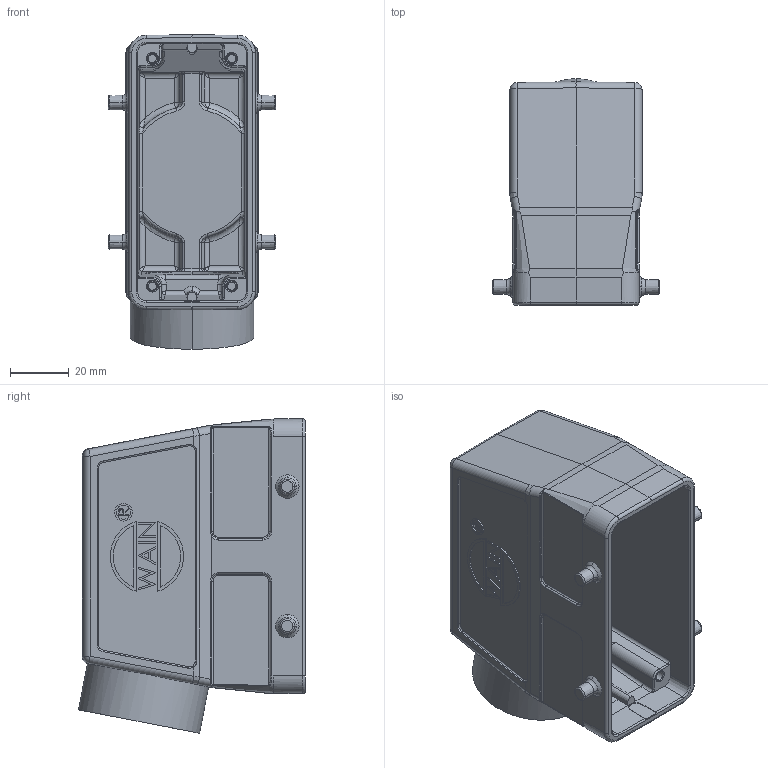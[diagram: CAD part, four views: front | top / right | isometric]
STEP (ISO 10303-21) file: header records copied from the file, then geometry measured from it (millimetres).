
FILE_DESCRIPTION((''),'2;1');
FILE_NAME('____16','2019-06-19T',('sh.ye'),(''),'PRO/ENGINEER BY PARAMETRIC TECHNOLOGY CORPORATION, 2015240','PRO/ENGINEER BY PARAMETRIC TECHNOLOGY CORPORATION, 2015240','');
FILE_SCHEMA(('AUTOMOTIVE_DESIGN { 1 0 10303 214 1 1 1 1 }'));
Length unit declared in the file: millimetre
Products named in the file (1): ____16
Bounding box: 57 x 77.31 x 107.11 mm (x, y, z)
Volume: 81995.5 mm3; surface area: 46581.7 mm2
Topology: 1 solids, 1 shells, 666 faces, 1632 edges, 982 vertices
Faces by surface type: plane 239, cylinder 180, bspline 113, torus 68, cone 48, extrusion 10, sphere 8
Entity records: 26599 total; most frequent: CARTESIAN_POINT 11848, ORIENTED_EDGE 3212, DIRECTION 2799, EDGE_CURVE 1606, AXIS2_PLACEMENT_3D 1009, VERTEX_POINT 982, VECTOR 781, LINE 771
